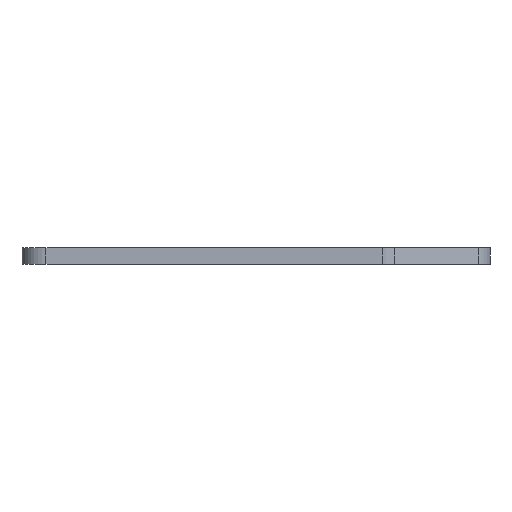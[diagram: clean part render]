
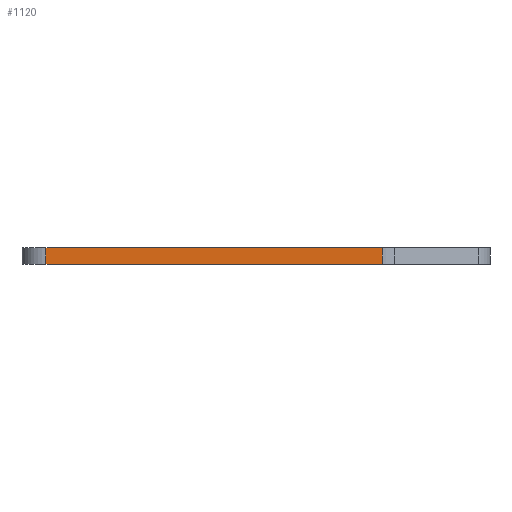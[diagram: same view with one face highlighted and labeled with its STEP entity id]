
A CAD part, left-side view. The second image highlights one B-rep face of the part: STEP entity #1120.
In plain terms, the highlighted planar face has unit normal (-1, 0, 0).
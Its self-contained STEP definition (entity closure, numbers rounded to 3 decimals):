
#1120=ADVANCED_FACE('',(#2313),#2315,.T.);
#2313=FACE_BOUND('',#2314,.T.);
#2314=EDGE_LOOP('',(#3208,#3209,#3210,#3211));
#2315=PLANE('',#2316);
#2316=AXIS2_PLACEMENT_3D('',#2317,#2318,#2319);
#2317=CARTESIAN_POINT('',(-45.,25.,0.));
#2318=DIRECTION('',(-1.,0.,0.));
#2319=DIRECTION('',(0.,-1.,0.));
#3208=ORIENTED_EDGE('',*,*,#3861,.T.);
#3209=ORIENTED_EDGE('',*,*,#3862,.T.);
#3210=ORIENTED_EDGE('',*,*,#3488,.F.);
#3211=ORIENTED_EDGE('',*,*,#3860,.F.);
#3488=EDGE_CURVE('',#3937,#3939,#3940,.T.);
#3860=EDGE_CURVE('',#4565,#3937,#4567,.T.);
#3861=EDGE_CURVE('',#4565,#4568,#4569,.T.);
#3862=EDGE_CURVE('',#4568,#3939,#4570,.T.);
#3937=VERTEX_POINT('',#4692);
#3939=VERTEX_POINT('',#4697);
#3940=LINE('',#4698,#4699);
#4565=VERTEX_POINT('',#6193);
#4567=LINE('',#6198,#6199);
#4568=VERTEX_POINT('',#6201);
#4569=LINE('',#6202,#6203);
#4570=LINE('',#6205,#6206);
#4692=CARTESIAN_POINT('',(-45.,25.,3.5));
#4697=CARTESIAN_POINT('',(-45.,-45.039,3.5));
#4698=CARTESIAN_POINT('',(-45.,25.,3.5));
#4699=VECTOR('',#4700,1.);
#4700=DIRECTION('',(0.,-1.,0.));
#6193=CARTESIAN_POINT('',(-45.,25.,0.));
#6198=CARTESIAN_POINT('',(-45.,25.,0.));
#6199=VECTOR('',#6200,1.);
#6200=DIRECTION('',(0.,0.,1.));
#6201=CARTESIAN_POINT('',(-45.,-45.039,0.));
#6202=CARTESIAN_POINT('',(-45.,25.,0.));
#6203=VECTOR('',#6204,1.);
#6204=DIRECTION('',(0.,-1.,0.));
#6205=CARTESIAN_POINT('',(-45.,-45.039,0.));
#6206=VECTOR('',#6207,1.);
#6207=DIRECTION('',(0.,0.,1.));
